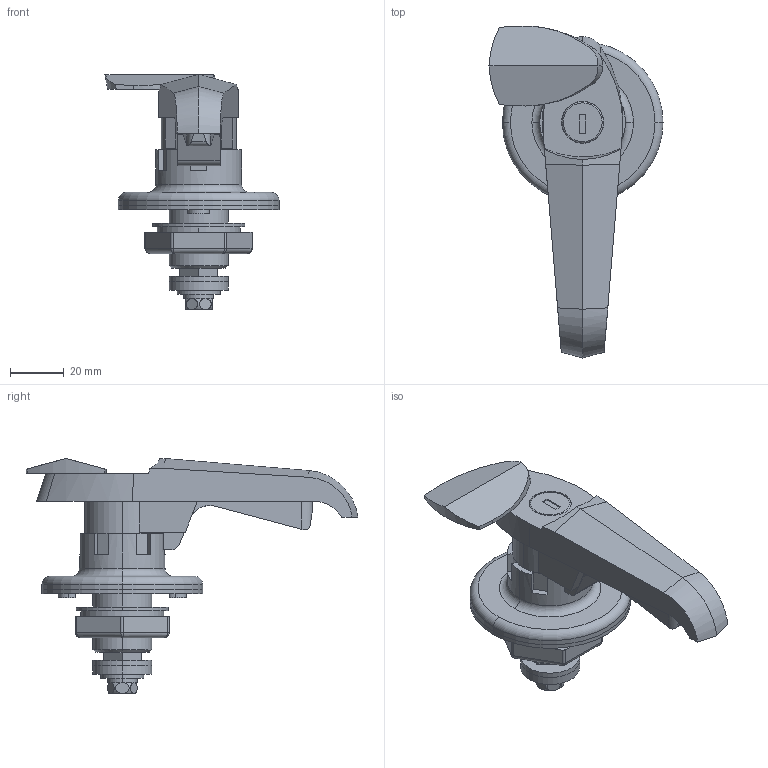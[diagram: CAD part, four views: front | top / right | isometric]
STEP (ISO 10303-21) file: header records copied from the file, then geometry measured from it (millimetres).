
FILE_DESCRIPTION (( 'STEP AP203' ), '1' );
FILE_NAME ('A-140-W-2-1.STEP', '2009-01-08T05:56:19', ( ' ' ), ( ' ' ), 'SwSTEP 2.0', 'SolidWorks 2007', '' );
FILE_SCHEMA (( 'CONFIG_CONTROL_DESIGN' ));
Length unit declared in the file: millimetre
Products named in the file (11): A-140-W-2庴嵗__棉太倌; A-140-W-2角穴スペーサ__t3.2; A-140-W-2平ワッシャー__ﾃﾞﾌｫﾙﾄ; A-140-W-2-1; A-140-W-2本体__-1-1(鍵付き); A-140-W-2僷僢僉儞__棉太倌; A-140-W-2六角ナット_; A-140-W-2帟晅嵗嬥__棉太倌; A-140-W-2角穴スペーサ__t2.0; A-140-W-2M6僱僕__M6亊18; A-140-W-2蓋__-1-2(鍵無し)
Assembly tree (10 placements, depth 2):
  A-140-W-2-1
    A-140-W-2平ワッシャー__ﾃﾞﾌｫﾙﾄ
    A-140-W-2M6僱僕__M6亊18
    A-140-W-2本体__-1-1(鍵付き)
    A-140-W-2蓋__-1-2(鍵無し)
    A-140-W-2庴嵗__棉太倌
    A-140-W-2六角ナット_
    A-140-W-2帟晅嵗嬥__棉太倌
    A-140-W-2僷僢僉儞__棉太倌
    A-140-W-2角穴スペーサ__t2.0
    A-140-W-2角穴スペーサ__t3.2
Bounding box: 65 x 123.94 x 87.7 mm (x, y, z)
Volume: 95035.7 mm3; surface area: 40883.5 mm2
Topology: 10 solids, 10 shells, 306 faces, 757 edges, 488 vertices
Faces by surface type: plane 158, cylinder 114, bspline 16, torus 12, cone 6
Entity records: 10899 total; most frequent: CARTESIAN_POINT 2453, DIRECTION 1533, ORIENTED_EDGE 1502, EDGE_CURVE 751, AXIS2_PLACEMENT_3D 551, VERTEX_POINT 488, LINE 431, VECTOR 431
